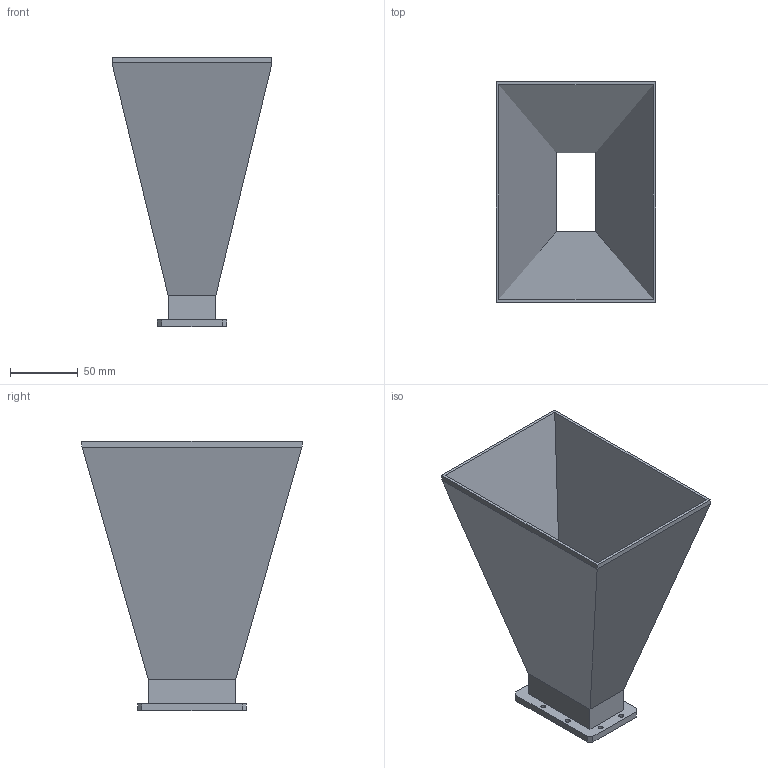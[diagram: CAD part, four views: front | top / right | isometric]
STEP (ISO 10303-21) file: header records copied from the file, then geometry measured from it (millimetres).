
FILE_DESCRIPTION (( 'STEP AP214' ), '1' );
FILE_NAME ('FMWAN229-15.step', '2021-09-15T18:17:48', ( '' ), ( '' ), 'SwSTEP 2.0', 'SolidWorks 2021', '' );
FILE_SCHEMA (( 'AUTOMOTIVE_DESIGN' ));
Length unit declared in the file: millimetre
Products named in the file (1): FMWAN229-15
Bounding box: 117.6 x 161.88 x 198 mm (x, y, z)
Volume: 251498.2 mm3; surface area: 147497.9 mm2
Topology: 1 solids, 1 shells, 48 faces, 136 edges, 92 vertices
Faces by surface type: plane 32, cylinder 16
Entity records: 1733 total; most frequent: CARTESIAN_POINT 277, ORIENTED_EDGE 272, DIRECTION 266, EDGE_CURVE 136, VECTOR 104, LINE 104, VERTEX_POINT 92, AXIS2_PLACEMENT_3D 81
